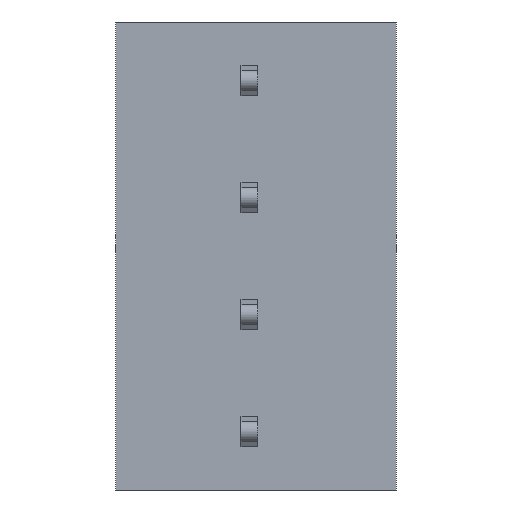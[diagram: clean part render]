
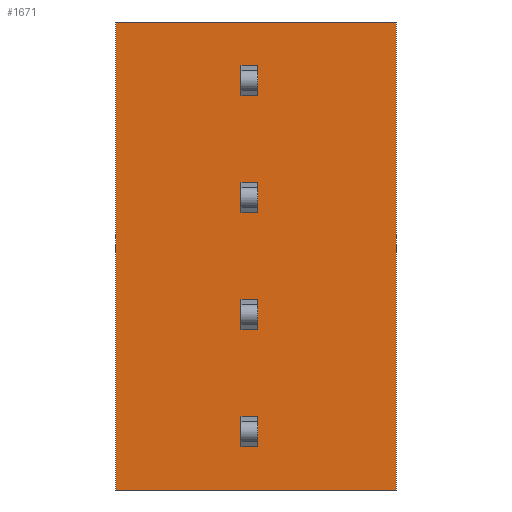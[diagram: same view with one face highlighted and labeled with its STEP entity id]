
A CAD part, front view. The second image highlights one B-rep face of the part: STEP entity #1671.
In plain terms, the highlighted planar face has unit normal (0, -1, 0).
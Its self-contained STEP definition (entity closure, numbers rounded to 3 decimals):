
#37=DIRECTION('',(1.,0.,0.));
#38=VECTOR('',#37,8.4);
#39=CARTESIAN_POINT('',(-4.2,-7.7,-12.25));
#40=LINE('',#39,#38);
#113=DIRECTION('',(0.,0.,1.));
#114=VECTOR('',#113,14.);
#115=CARTESIAN_POINT('',(4.2,-7.7,-12.25));
#116=LINE('',#115,#114);
#117=DIRECTION('',(0.,0.,1.));
#118=VECTOR('',#117,14.);
#119=CARTESIAN_POINT('',(-4.2,-7.7,-12.25));
#120=LINE('',#119,#118);
#121=DIRECTION('',(0.,0.,1.));
#122=VECTOR('',#121,0.9);
#123=CARTESIAN_POINT('',(-0.45,-7.7,-0.45));
#124=LINE('',#123,#122);
#125=DIRECTION('',(-1.,0.,0.));
#126=VECTOR('',#125,0.5);
#127=CARTESIAN_POINT('',(0.05,-7.7,-0.45));
#128=LINE('',#127,#126);
#129=DIRECTION('',(0.,0.,1.));
#130=VECTOR('',#129,0.9);
#131=CARTESIAN_POINT('',(0.05,-7.7,-0.45));
#132=LINE('',#131,#130);
#133=DIRECTION('',(-1.,0.,0.));
#134=VECTOR('',#133,0.5);
#135=CARTESIAN_POINT('',(0.05,-7.7,0.45));
#136=LINE('',#135,#134);
#137=DIRECTION('',(0.,0.,1.));
#138=VECTOR('',#137,0.9);
#139=CARTESIAN_POINT('',(-0.45,-7.7,-3.95));
#140=LINE('',#139,#138);
#141=DIRECTION('',(-1.,0.,0.));
#142=VECTOR('',#141,0.5);
#143=CARTESIAN_POINT('',(0.05,-7.7,-3.95));
#144=LINE('',#143,#142);
#145=DIRECTION('',(0.,0.,1.));
#146=VECTOR('',#145,0.9);
#147=CARTESIAN_POINT('',(0.05,-7.7,-3.95));
#148=LINE('',#147,#146);
#149=DIRECTION('',(-1.,0.,0.));
#150=VECTOR('',#149,0.5);
#151=CARTESIAN_POINT('',(0.05,-7.7,-3.05));
#152=LINE('',#151,#150);
#153=DIRECTION('',(0.,0.,1.));
#154=VECTOR('',#153,0.9);
#155=CARTESIAN_POINT('',(-0.45,-7.7,-7.45));
#156=LINE('',#155,#154);
#157=DIRECTION('',(-1.,0.,0.));
#158=VECTOR('',#157,0.5);
#159=CARTESIAN_POINT('',(0.05,-7.7,-7.45));
#160=LINE('',#159,#158);
#161=DIRECTION('',(0.,0.,1.));
#162=VECTOR('',#161,0.9);
#163=CARTESIAN_POINT('',(0.05,-7.7,-7.45));
#164=LINE('',#163,#162);
#165=DIRECTION('',(-1.,0.,0.));
#166=VECTOR('',#165,0.5);
#167=CARTESIAN_POINT('',(0.05,-7.7,-6.55));
#168=LINE('',#167,#166);
#169=DIRECTION('',(0.,0.,1.));
#170=VECTOR('',#169,0.9);
#171=CARTESIAN_POINT('',(-0.45,-7.7,-10.95));
#172=LINE('',#171,#170);
#173=DIRECTION('',(-1.,0.,0.));
#174=VECTOR('',#173,0.5);
#175=CARTESIAN_POINT('',(0.05,-7.7,-10.95));
#176=LINE('',#175,#174);
#177=DIRECTION('',(0.,0.,1.));
#178=VECTOR('',#177,0.9);
#179=CARTESIAN_POINT('',(0.05,-7.7,-10.95));
#180=LINE('',#179,#178);
#181=DIRECTION('',(-1.,0.,0.));
#182=VECTOR('',#181,0.5);
#183=CARTESIAN_POINT('',(0.05,-7.7,-10.05));
#184=LINE('',#183,#182);
#253=DIRECTION('',(1.,0.,0.));
#254=VECTOR('',#253,8.4);
#255=CARTESIAN_POINT('',(-4.2,-7.7,1.75));
#256=LINE('',#255,#254);
#1185=CARTESIAN_POINT('',(-4.2,-7.7,-12.25));
#1186=VERTEX_POINT('',#1185);
#1187=CARTESIAN_POINT('',(4.2,-7.7,-12.25));
#1188=VERTEX_POINT('',#1187);
#1201=CARTESIAN_POINT('',(-4.2,-7.7,1.75));
#1202=VERTEX_POINT('',#1201);
#1203=CARTESIAN_POINT('',(4.2,-7.7,1.75));
#1204=VERTEX_POINT('',#1203);
#1269=CARTESIAN_POINT('',(-0.45,-7.7,-0.45));
#1270=CARTESIAN_POINT('',(-0.45,-7.7,0.45));
#1271=VERTEX_POINT('',#1269);
#1272=VERTEX_POINT('',#1270);
#1273=CARTESIAN_POINT('',(0.05,-7.7,-0.45));
#1274=CARTESIAN_POINT('',(0.05,-7.7,0.45));
#1275=VERTEX_POINT('',#1273);
#1276=VERTEX_POINT('',#1274);
#1293=CARTESIAN_POINT('',(-0.45,-7.7,-3.95));
#1294=CARTESIAN_POINT('',(-0.45,-7.7,-3.05));
#1295=VERTEX_POINT('',#1293);
#1296=VERTEX_POINT('',#1294);
#1297=CARTESIAN_POINT('',(0.05,-7.7,-3.95));
#1298=CARTESIAN_POINT('',(0.05,-7.7,-3.05));
#1299=VERTEX_POINT('',#1297);
#1300=VERTEX_POINT('',#1298);
#1405=CARTESIAN_POINT('',(-0.45,-7.7,-7.45));
#1406=CARTESIAN_POINT('',(-0.45,-7.7,-6.55));
#1407=VERTEX_POINT('',#1405);
#1408=VERTEX_POINT('',#1406);
#1409=CARTESIAN_POINT('',(0.05,-7.7,-7.45));
#1410=CARTESIAN_POINT('',(0.05,-7.7,-6.55));
#1411=VERTEX_POINT('',#1409);
#1412=VERTEX_POINT('',#1410);
#1485=CARTESIAN_POINT('',(-0.45,-7.7,-10.95));
#1486=CARTESIAN_POINT('',(-0.45,-7.7,-10.05));
#1487=VERTEX_POINT('',#1485);
#1488=VERTEX_POINT('',#1486);
#1489=CARTESIAN_POINT('',(0.05,-7.7,-10.95));
#1490=CARTESIAN_POINT('',(0.05,-7.7,-10.05));
#1491=VERTEX_POINT('',#1489);
#1492=VERTEX_POINT('',#1490);
#1618=CARTESIAN_POINT('',(-4.2,-7.7,-12.25));
#1619=DIRECTION('',(0.,-1.,0.));
#1620=DIRECTION('',(1.,0.,0.));
#1621=AXIS2_PLACEMENT_3D('',#1618,#1619,#1620);
#1622=PLANE('',#1621);
#1623=ORIENTED_EDGE('',*,*,#1542,.F.);
#1625=ORIENTED_EDGE('',*,*,#1624,.T.);
#1627=ORIENTED_EDGE('',*,*,#1626,.T.);
#1628=ORIENTED_EDGE('',*,*,#1610,.F.);
#1629=EDGE_LOOP('',(#1623,#1625,#1627,#1628));
#1630=FACE_OUTER_BOUND('',#1629,.F.);
#1632=ORIENTED_EDGE('',*,*,#1631,.F.);
#1634=ORIENTED_EDGE('',*,*,#1633,.F.);
#1636=ORIENTED_EDGE('',*,*,#1635,.T.);
#1638=ORIENTED_EDGE('',*,*,#1637,.T.);
#1639=EDGE_LOOP('',(#1632,#1634,#1636,#1638));
#1640=FACE_BOUND('',#1639,.F.);
#1642=ORIENTED_EDGE('',*,*,#1641,.F.);
#1644=ORIENTED_EDGE('',*,*,#1643,.F.);
#1646=ORIENTED_EDGE('',*,*,#1645,.T.);
#1648=ORIENTED_EDGE('',*,*,#1647,.T.);
#1649=EDGE_LOOP('',(#1642,#1644,#1646,#1648));
#1650=FACE_BOUND('',#1649,.F.);
#1652=ORIENTED_EDGE('',*,*,#1651,.F.);
#1654=ORIENTED_EDGE('',*,*,#1653,.F.);
#1656=ORIENTED_EDGE('',*,*,#1655,.T.);
#1658=ORIENTED_EDGE('',*,*,#1657,.T.);
#1659=EDGE_LOOP('',(#1652,#1654,#1656,#1658));
#1660=FACE_BOUND('',#1659,.F.);
#1662=ORIENTED_EDGE('',*,*,#1661,.F.);
#1664=ORIENTED_EDGE('',*,*,#1663,.F.);
#1666=ORIENTED_EDGE('',*,*,#1665,.T.);
#1668=ORIENTED_EDGE('',*,*,#1667,.T.);
#1669=EDGE_LOOP('',(#1662,#1664,#1666,#1668));
#1670=FACE_BOUND('',#1669,.F.);
#1542=EDGE_CURVE('',#1186,#1188,#40,.T.);
#1610=EDGE_CURVE('',#1188,#1204,#116,.T.);
#1624=EDGE_CURVE('',#1186,#1202,#120,.T.);
#1626=EDGE_CURVE('',#1202,#1204,#256,.T.);
#1631=EDGE_CURVE('',#1271,#1272,#124,.T.);
#1633=EDGE_CURVE('',#1275,#1271,#128,.T.);
#1635=EDGE_CURVE('',#1275,#1276,#132,.T.);
#1637=EDGE_CURVE('',#1276,#1272,#136,.T.);
#1641=EDGE_CURVE('',#1295,#1296,#140,.T.);
#1643=EDGE_CURVE('',#1299,#1295,#144,.T.);
#1645=EDGE_CURVE('',#1299,#1300,#148,.T.);
#1647=EDGE_CURVE('',#1300,#1296,#152,.T.);
#1651=EDGE_CURVE('',#1407,#1408,#156,.T.);
#1653=EDGE_CURVE('',#1411,#1407,#160,.T.);
#1655=EDGE_CURVE('',#1411,#1412,#164,.T.);
#1657=EDGE_CURVE('',#1412,#1408,#168,.T.);
#1661=EDGE_CURVE('',#1487,#1488,#172,.T.);
#1663=EDGE_CURVE('',#1491,#1487,#176,.T.);
#1665=EDGE_CURVE('',#1491,#1492,#180,.T.);
#1667=EDGE_CURVE('',#1492,#1488,#184,.T.);
#1671=ADVANCED_FACE('',(#1630,#1640,#1650,#1660,#1670),#1622,.T.);
